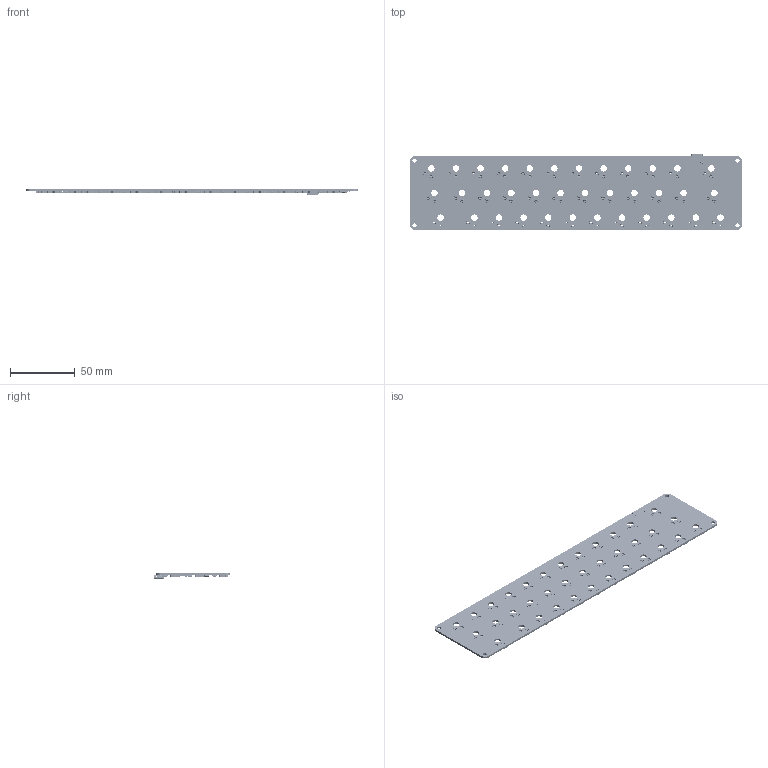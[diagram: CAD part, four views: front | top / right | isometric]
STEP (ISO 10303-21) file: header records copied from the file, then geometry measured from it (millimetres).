
FILE_DESCRIPTION(('KiCad electronic assembly'),'2;1');
FILE_NAME('Neige_PCB.step','2025-09-01T00:54:20',('Pcbnew'),('Kicad'), 'Open CASCADE STEP processor 7.8','KiCad to STEP converter','Unknown' );
FILE_SCHEMA(('AUTOMOTIVE_DESIGN { 1 0 10303 214 1 1 1 1 }'));
Length unit declared in the file: millimetre
Products named in the file (24): Neige_PCB 1; HS_CPG135001S30_Choc; HS_Kailh_Choc v4; D_SOD-123; D_SOD_123; R_0402_1005Metric; C_0402_1005Metric; L_0603_1608Metric; SOT-23-3; QFN-48-1EP_7x7mm_P0.5mm_EP5.15x5.15mm; QFN-48-1EP_7x7mm_Pitch0.5mm; USB_C_Receptacle_GCT_USB4105-xx-A_16P_TopMnt_Horizontal; USB_C_Receptacle_16P_TopMnt_Horizontal_GCT_USB4105-xx-A; SOT-23-6; SOT_23_6; C_0603_1608Metric; SW_SPST_TL3342; Neige_PCB_PCB
Assembly tree (104 placements, depth 3):
  Neige_PCB 1
    HS_CPG135001S30_Choc  x36
      HS_Kailh_Choc v4
    D_SOD-123  x36
      D_SOD_123
    R_0402_1005Metric  x3
      R_0402_1005Metric
    C_0402_1005Metric  x9
      C_0402_1005Metric
    L_0603_1608Metric
      L_0603_1608Metric
    SOT-23-3
      SOT-23-3
    QFN-48-1EP_7x7mm_P0.5mm_EP5.15x5.15mm
      QFN-48-1EP_7x7mm_Pitch0.5mm
    USB_C_Receptacle_GCT_USB4105-xx-A_16P_TopMnt_Horizontal
      USB_C_Receptacle_16P_TopMnt_Horizontal_GCT_USB4105-xx-A
    SOT-23-6
      SOT_23_6
    C_0603_1608Metric  x2
      C_0603_1608Metric
    SW_SPST_TL3342
      SW_SPST_TL3342
    Neige_PCB_PCB
Bounding box: 257 x 58.73 x 4.96 mm (x, y, z)
Volume: 24597.4 mm3; surface area: 41347.1 mm2
Topology: 200 solids, 201 shells, 15316 faces, 38032 edges, 23358 vertices
Faces by surface type: plane 8893, cylinder 3472, bspline 2222, cone 368, torus 361
Full cylindrical faces by diameter (mm): 0.5 x3, 0.65 x2, 2 x1, 2.9 x72, 3 x72, 3.2 x4, 5 x36
Entity records: 73042 total; most frequent: CARTESIAN_POINT 12595, ORIENTED_EDGE 10236, DIRECTION 9846, EDGE_CURVE 5118, LINE 3842, VECTOR 3842, VERTEX_POINT 3273, AXIS2_PLACEMENT_3D 3002
